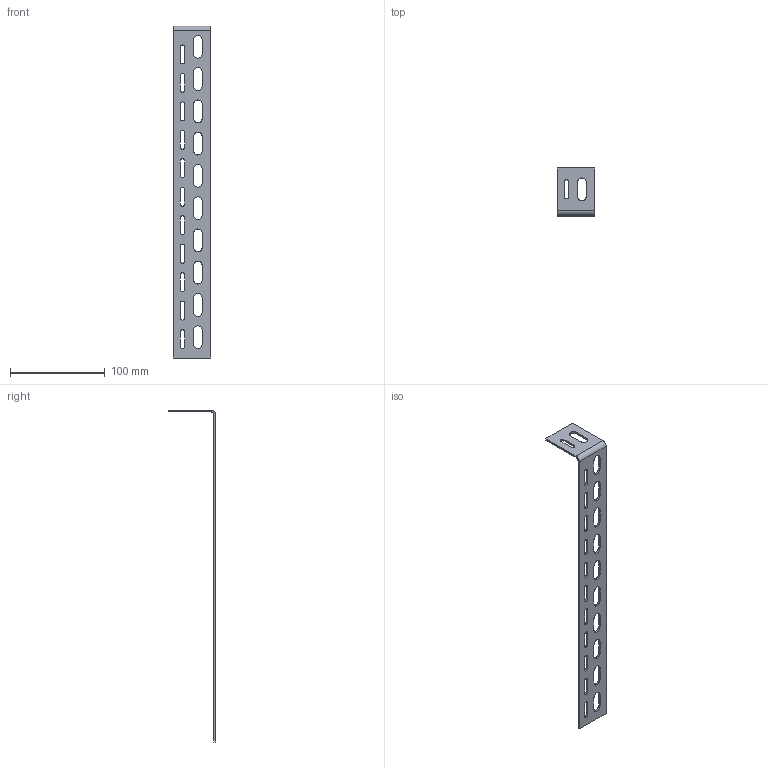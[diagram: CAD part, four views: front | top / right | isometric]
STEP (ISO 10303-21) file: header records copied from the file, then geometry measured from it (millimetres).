
FILE_DESCRIPTION(('Creo Elements/Direct Modeling STEP Export'),'2;1');
FILE_NAME('0018.1250.0000 ER-UPM.stp','2019-03-26T14:42:39',(''),(''),'PTC Creo Elements/Direct Modeling STEP processor for AP214 (Solid Model)','PTC Creo Elements/Direct Modeling 19.0C 15-Aug-2015 (C) Parametric Technology GmbH','');
FILE_SCHEMA(('AUTOMOTIVE_DESIGN { 1 0 10303 214 1 1 1 1 }'));
Length unit declared in the file: millimetre
Products named in the file (1): ER-UPM-60-100-Montagewinkel
Bounding box: 40 x 50 x 350 mm (x, y, z)
Volume: 25234.1 mm3; surface area: 29347.3 mm2
Topology: 1 solids, 1 shells, 102 faces, 300 edges, 200 vertices
Faces by surface type: plane 54, cylinder 48
Entity records: 3534 total; most frequent: CARTESIAN_POINT 603, DIRECTION 602, ORIENTED_EDGE 600, EDGE_CURVE 300, VECTOR 204, LINE 204, VERTEX_POINT 200, AXIS2_PLACEMENT_3D 199
